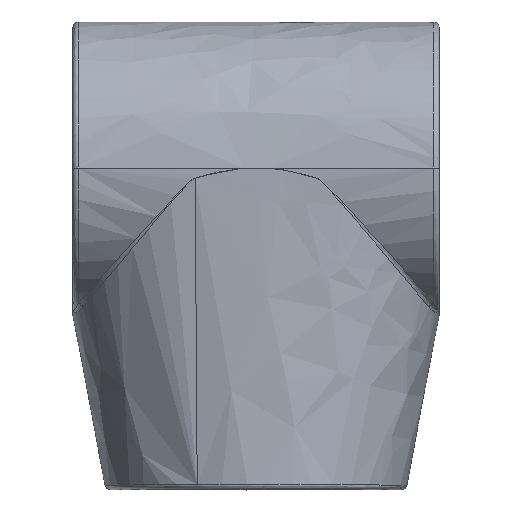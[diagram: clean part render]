
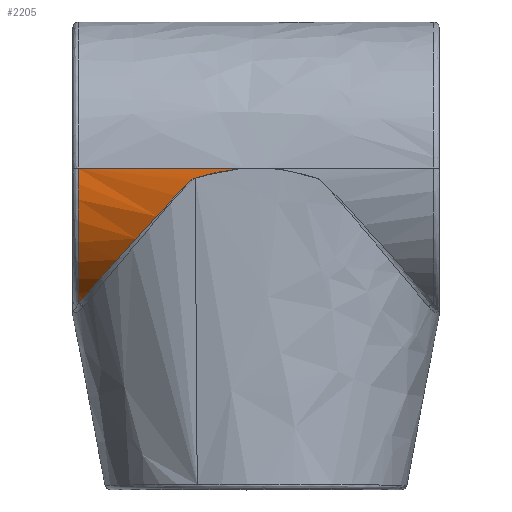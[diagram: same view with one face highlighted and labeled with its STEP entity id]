
A CAD part, top view. The second image highlights one B-rep face of the part: STEP entity #2205.
In plain terms, the highlighted free-form (B-spline) face has degree [1, 3] with [2, 4] control points.
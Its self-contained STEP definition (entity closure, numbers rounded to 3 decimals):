
#86 = EDGE_CURVE ( 'NONE', #2583, #4014, #7652, .T. ) ;
#141 = CARTESIAN_POINT ( 'NONE',  ( -33.21, 0., 27.3 ) ) ;
#211 = CARTESIAN_POINT ( 'NONE',  ( -33.21, -25.251, 10.377 ) ) ;
#398 = EDGE_CURVE ( 'NONE', #4014, #447, #12394, .T. ) ;
#447 = VERTEX_POINT ( 'NONE', #732 ) ;
#732 = CARTESIAN_POINT ( 'NONE',  ( -33.21, 0., 27.3 ) ) ;
#931 = CARTESIAN_POINT ( 'NONE',  ( -4.319, -0.238, 27.299 ) ) ;
#990 = CARTESIAN_POINT ( 'NONE',  ( -33.21, -25.251, 10.377 ) ) ;
#1046 = CARTESIAN_POINT ( 'NONE',  ( -11.629, -1.969, 27.229 ) ) ;
#1105 = CARTESIAN_POINT ( 'NONE',  ( -30.094, -21.77, 16.494 ) ) ;
#1162 = CARTESIAN_POINT ( 'NONE',  ( -12.048, -2.234, 27.209 ) ) ;
#1619 = ORIENTED_EDGE ( 'NONE', *, *, #5433, .T. ) ;
#2205 = ADVANCED_FACE ( 'NONE', ( #8301 ), #10815, .F. ) ;
#2349 = CARTESIAN_POINT ( 'NONE',  ( -18.753, -9.234, 25.733 ) ) ;
#2583 = VERTEX_POINT ( 'NONE', #9445 ) ;
#3579 = CARTESIAN_POINT ( 'NONE',  ( -33.21, -20.842, 21.105 ) ) ;
#3744 = CARTESIAN_POINT ( 'NONE',  ( -2.15, -11.499, 27.3 ) ) ;
#3787 = CARTESIAN_POINT ( 'NONE',  ( -4.814, -0.318, 27.298 ) ) ;
#3865 = CARTESIAN_POINT ( 'NONE',  ( -2.15, 0., 27.3 ) ) ;
#3967 = CARTESIAN_POINT ( 'NONE',  ( -10.188, -1.545, 27.258 ) ) ;
#4014 = VERTEX_POINT ( 'NONE', #211 ) ;
#4034 = CARTESIAN_POINT ( 'NONE',  ( -24.275, -15.311, 22.615 ) ) ;
#4931 = ORIENTED_EDGE ( 'NONE', *, *, #86, .F. ) ;
#5161 = CARTESIAN_POINT ( 'NONE',  ( -28.63, -20.141, 18.434 ) ) ;
#5433 = EDGE_CURVE ( 'NONE', #2583, #447, #13916, .T. ) ;
#6511 = EDGE_LOOP ( 'NONE', ( #17329, #4931, #1619 ) ) ;
#6565 = CARTESIAN_POINT ( 'NONE',  ( -27.086, -18.425, 20.211 ) ) ;
#6623 = CARTESIAN_POINT ( 'NONE',  ( -29.376, -20.971, 17.484 ) ) ;
#6644 = CARTESIAN_POINT ( 'NONE',  ( -2.15, -21.028, 20.864 ) ) ;
#6681 = CARTESIAN_POINT ( 'NONE',  ( -14.832, -4.988, 26.85 ) ) ;
#6736 = CARTESIAN_POINT ( 'NONE',  ( -13.137, -3.228, 27.111 ) ) ;
#6796 = CARTESIAN_POINT ( 'NONE',  ( -12.791, -2.881, 27.15 ) ) ;
#7615 = CARTESIAN_POINT ( 'NONE',  ( -33.21, 0., 27.3 ) ) ;
#7652 = B_SPLINE_CURVE_WITH_KNOTS ( 'NONE', 3,
 ( #14929, #11889, #9204, #7972, #12384, #12326, #17784, #931, #3787, #12436, #16568, #10791, #3967, #10912, #16402, #1046, #13815, #1162, #17844, #6796, #6736, #15098, #6681, #16457, #18023, #2349, #9556, #13634, #15039, #8151, #4034, #12211, #6565, #11025, #5161, #14985, #6623, #1105, #9389, #8041, #9442, #990 ),
 .UNSPECIFIED., .F., .F.,
 ( 4, 2, 2, 2, 2, 2, 2, 2, 2, 2, 2, 2, 2, 2, 2, 2, 2, 2, 2, 2, 4 ),
 ( 0., 0.016, 0.023, 0.031, 0.062, 0.125, 0.187, 0.195, 0.203, 0.219, 0.25, 0.312, 0.375, 0.5, 0.562, 0.625, 0.75, 0.781, 0.812, 0.875, 1. ),
 .UNSPECIFIED. ) ;
#7972 = CARTESIAN_POINT ( 'NONE',  ( -3.198, -0.087, 27.3 ) ) ;
#8041 = CARTESIAN_POINT ( 'NONE',  ( -31.83, -23.707, 13.647 ) ) ;
#8151 = CARTESIAN_POINT ( 'NONE',  ( -23.688, -14.664, 23.041 ) ) ;
#8301 = FACE_OUTER_BOUND ( 'NONE', #6511, .T. ) ;
#8773 = CARTESIAN_POINT ( 'NONE',  ( -2.335, 0., 27.3 ) ) ;
#9204 = CARTESIAN_POINT ( 'NONE',  ( -2.828, -0.05, 27.3 ) ) ;
#9286 = CARTESIAN_POINT ( 'NONE',  ( -2.15, -25.324, 10.198 ) ) ;
#9389 = CARTESIAN_POINT ( 'NONE',  ( -30.547, -22.276, 15.805 ) ) ;
#9442 = CARTESIAN_POINT ( 'NONE',  ( -32.582, -24.548, 12.086 ) ) ;
#9445 = CARTESIAN_POINT ( 'NONE',  ( -2.335, 0., 27.3 ) ) ;
#9556 = CARTESIAN_POINT ( 'NONE',  ( -20.02, -10.623, 25.194 ) ) ;
#10791 = CARTESIAN_POINT ( 'NONE',  ( -9.22, -1.286, 27.271 ) ) ;
#10815 =( BOUNDED_SURFACE ( )  B_SPLINE_SURFACE ( 1, 3, ( 
 ( #7615, #16221, #17616, #17428 ),
 ( #3865, #3744, #6644, #9286 ) ),
 .UNSPECIFIED., .F., .F., .F. ) 
 B_SPLINE_SURFACE_WITH_KNOTS ( ( 2, 2 ),
 ( 4, 4 ),
 ( 0., 1. ),
 ( 0., 1. ),
 .UNSPECIFIED. ) 
 GEOMETRIC_REPRESENTATION_ITEM ( )  RATIONAL_B_SPLINE_SURFACE ( (
 ( 1., 0.886, 0.886, 1.),
 ( 1., 0.886, 0.886, 1.) ) ) 
 REPRESENTATION_ITEM ( '' )  SURFACE ( )  );
#10912 = CARTESIAN_POINT ( 'NONE',  ( -11.275, -1.844, 27.238 ) ) ;
#11025 = CARTESIAN_POINT ( 'NONE',  ( -28.376, -19.859, 18.738 ) ) ;
#11889 = CARTESIAN_POINT ( 'NONE',  ( -2.582, -0.025, 27.3 ) ) ;
#12211 = CARTESIAN_POINT ( 'NONE',  ( -25.994, -17.213, 21.247 ) ) ;
#12326 = CARTESIAN_POINT ( 'NONE',  ( -3.573, -0.135, 27.3 ) ) ;
#12384 = CARTESIAN_POINT ( 'NONE',  ( -3.324, -0.104, 27.3 ) ) ;
#12394 =( BOUNDED_CURVE ( )  B_SPLINE_CURVE ( 3, ( #16257, #3579, #17519, #13430 ),
 .UNSPECIFIED., .F., .F. ) 
 B_SPLINE_CURVE_WITH_KNOTS ( ( 4, 4 ),
 ( 0., 1.181 ),
 .UNSPECIFIED. ) 
 CURVE ( )  GEOMETRIC_REPRESENTATION_ITEM ( )  RATIONAL_B_SPLINE_CURVE ( ( 0.881, 0.802, 0.827, 0.957 ) ) 
 REPRESENTATION_ITEM ( '' )  );
#12436 = CARTESIAN_POINT ( 'NONE',  ( -6.295, -0.589, 27.294 ) ) ;
#13430 = CARTESIAN_POINT ( 'NONE',  ( -33.21, 0., 27.3 ) ) ;
#13634 = CARTESIAN_POINT ( 'NONE',  ( -21.877, -12.665, 24.196 ) ) ;
#13815 = CARTESIAN_POINT ( 'NONE',  ( -11.738, -2.031, 27.224 ) ) ;
#13916 = B_SPLINE_CURVE_WITH_KNOTS ( 'NONE', 1,
 ( #8773, #141 ),
 .UNSPECIFIED., .F., .F.,
 ( 2, 2 ),
 ( -1., 0. ),
 .UNSPECIFIED. ) ;
#14929 = CARTESIAN_POINT ( 'NONE',  ( -2.335, 0., 27.3 ) ) ;
#14985 = CARTESIAN_POINT ( 'NONE',  ( -29.13, -20.697, 17.807 ) ) ;
#15039 = CARTESIAN_POINT ( 'NONE',  ( -22.49, -13.341, 23.831 ) ) ;
#15098 = CARTESIAN_POINT ( 'NONE',  ( -14.166, -4.276, 26.972 ) ) ;
#16221 = CARTESIAN_POINT ( 'NONE',  ( -33.21, -11.499, 27.3 ) ) ;
#16257 = CARTESIAN_POINT ( 'NONE',  ( -33.21, -25.251, 10.377 ) ) ;
#16402 = CARTESIAN_POINT ( 'NONE',  ( -11.397, -1.873, 27.236 ) ) ;
#16457 = CARTESIAN_POINT ( 'NONE',  ( -16.154, -6.407, 26.547 ) ) ;
#16568 = CARTESIAN_POINT ( 'NONE',  ( -7.274, -0.808, 27.289 ) ) ;
#17329 = ORIENTED_EDGE ( 'NONE', *, *, #398, .F. ) ;
#17428 = CARTESIAN_POINT ( 'NONE',  ( -33.21, -25.324, 10.198 ) ) ;
#17519 = CARTESIAN_POINT ( 'NONE',  ( -33.21, -11.243, 27.3 ) ) ;
#17616 = CARTESIAN_POINT ( 'NONE',  ( -33.21, -21.028, 20.864 ) ) ;
#17784 = CARTESIAN_POINT ( 'NONE',  ( -3.697, -0.152, 27.3 ) ) ;
#17844 = CARTESIAN_POINT ( 'NONE',  ( -12.237, -2.392, 27.196 ) ) ;
#18023 = CARTESIAN_POINT ( 'NONE',  ( -16.808, -7.117, 26.366 ) ) ;
